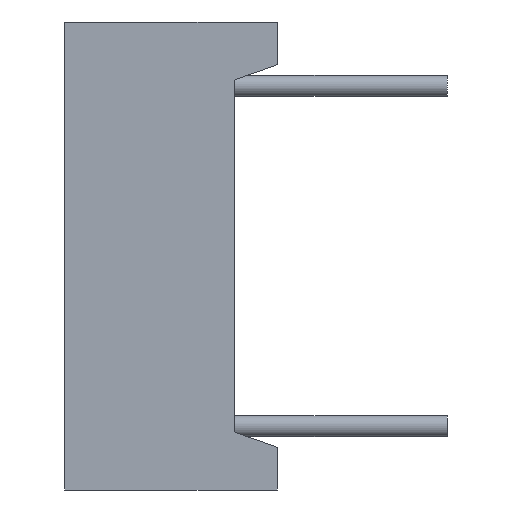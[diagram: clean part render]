
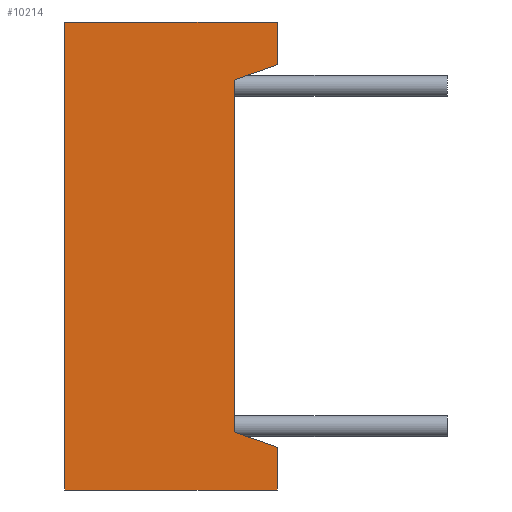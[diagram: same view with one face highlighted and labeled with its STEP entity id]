
A CAD part, left-side view. The second image highlights one B-rep face of the part: STEP entity #10214.
In plain terms, the highlighted planar face has unit normal (-1, 0, 0).
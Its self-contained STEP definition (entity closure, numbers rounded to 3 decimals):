
#9049 = EDGE_CURVE ( 'NONE', #9119, #9114, #22516, .T. ) ;
#9114 = VERTEX_POINT ( 'NONE', #22595 ) ;
#9119 = VERTEX_POINT ( 'NONE', #22588 ) ;
#9504 = EDGE_CURVE ( 'NONE', #9505, #9114, #23745, .T. ) ;
#9505 = VERTEX_POINT ( 'NONE', #23805 ) ;
#10050 = VERTEX_POINT ( 'NONE', #25296 ) ;
#10052 = EDGE_CURVE ( 'NONE', #10050, #10053, #25295, .T. ) ;
#10053 = VERTEX_POINT ( 'NONE', #25291 ) ;
#10143 = EDGE_CURVE ( 'NONE', #10144, #9505, #25513, .T. ) ;
#10144 = VERTEX_POINT ( 'NONE', #25509 ) ;
#10160 = EDGE_CURVE ( 'NONE', #10053, #10171, #25562, .T. ) ;
#10171 = VERTEX_POINT ( 'NONE', #25578 ) ;
#10173 = EDGE_CURVE ( 'NONE', #10174, #10171, #25577, .T. ) ;
#10174 = VERTEX_POINT ( 'NONE', #25573 ) ;
#10198 = ORIENTED_EDGE ( 'NONE', *, *, #10143, .T. ) ;
#10199 = ORIENTED_EDGE ( 'NONE', *, *, #9504, .T. ) ;
#10200 = ORIENTED_EDGE ( 'NONE', *, *, #9049, .F. ) ;
#10201 = ORIENTED_EDGE ( 'NONE', *, *, #10202, .F. ) ;
#10202 = EDGE_CURVE ( 'NONE', #10174, #9119, #25682, .T. ) ;
#10214 = ADVANCED_FACE ( 'NONE', ( #25708 ), #25752, .T. ) ;
#10215 = EDGE_LOOP ( 'NONE', ( #10216, #10217, #10218, #10219, #10198, #10199, #10200, #10201 ) ) ;
#10216 = ORIENTED_EDGE ( 'NONE', *, *, #10173, .T. ) ;
#10217 = ORIENTED_EDGE ( 'NONE', *, *, #10160, .F. ) ;
#10218 = ORIENTED_EDGE ( 'NONE', *, *, #10052, .F. ) ;
#10219 = ORIENTED_EDGE ( 'NONE', *, *, #10220, .F. ) ;
#10220 = EDGE_CURVE ( 'NONE', #10144, #10050, #25751, .T. ) ;
#22513 = DIRECTION ( 'NONE',  ( 0., 0., 1. ) ) ;
#22514 = VECTOR ( 'NONE', #22513, 1000. ) ;
#22515 = CARTESIAN_POINT ( 'NONE',  ( -18., 0., 0. ) ) ;
#22516 = LINE ( 'NONE', #22515, #22514 ) ;
#22588 = CARTESIAN_POINT ( 'NONE',  ( -18., 0., -5.5 ) ) ;
#22595 = CARTESIAN_POINT ( 'NONE',  ( -18., 0., 5.5 ) ) ;
#23742 = DIRECTION ( 'NONE',  ( 0., 1., 0. ) ) ;
#23743 = VECTOR ( 'NONE', #23742, 1000. ) ;
#23744 = CARTESIAN_POINT ( 'NONE',  ( -18., -5., 5.5 ) ) ;
#23745 = LINE ( 'NONE', #23744, #23743 ) ;
#23805 = CARTESIAN_POINT ( 'NONE',  ( -18., -5., 5.5 ) ) ;
#25291 = CARTESIAN_POINT ( 'NONE',  ( -18., -4., -4.136 ) ) ;
#25292 = DIRECTION ( 'NONE',  ( 0., 0., -1. ) ) ;
#25293 = VECTOR ( 'NONE', #25292, 1000. ) ;
#25294 = CARTESIAN_POINT ( 'NONE',  ( -18., -4., -9.54 ) ) ;
#25295 = LINE ( 'NONE', #25294, #25293 ) ;
#25296 = CARTESIAN_POINT ( 'NONE',  ( -18., -4., 4.136 ) ) ;
#25509 = CARTESIAN_POINT ( 'NONE',  ( -18., -5., 4.5 ) ) ;
#25510 = DIRECTION ( 'NONE',  ( 0., 0., 1. ) ) ;
#25511 = VECTOR ( 'NONE', #25510, 1000. ) ;
#25512 = CARTESIAN_POINT ( 'NONE',  ( -18., -5., 0. ) ) ;
#25513 = LINE ( 'NONE', #25512, #25511 ) ;
#25558 = DIRECTION ( 'NONE',  ( 0., -0.94, -0.342 ) ) ;
#25559 = VECTOR ( 'NONE', #25558, 1000. ) ;
#25560 = CARTESIAN_POINT ( 'NONE',  ( -18., -4.412, -4.286 ) ) ;
#25562 = LINE ( 'NONE', #25560, #25559 ) ;
#25573 = CARTESIAN_POINT ( 'NONE',  ( -18., -5., -5.5 ) ) ;
#25574 = DIRECTION ( 'NONE',  ( 0., 0., 1. ) ) ;
#25575 = VECTOR ( 'NONE', #25574, 1000. ) ;
#25576 = CARTESIAN_POINT ( 'NONE',  ( -18., -5., 0. ) ) ;
#25577 = LINE ( 'NONE', #25576, #25575 ) ;
#25578 = CARTESIAN_POINT ( 'NONE',  ( -18., -5., -4.5 ) ) ;
#25679 = DIRECTION ( 'NONE',  ( 0., 1., 0. ) ) ;
#25680 = VECTOR ( 'NONE', #25679, 1000. ) ;
#25681 = CARTESIAN_POINT ( 'NONE',  ( -18., -5., -5.5 ) ) ;
#25682 = LINE ( 'NONE', #25681, #25680 ) ;
#25708 = FACE_OUTER_BOUND ( 'NONE', #10215, .T. ) ;
#25742 = DIRECTION ( 'NONE',  ( 0., 0.94, -0.342 ) ) ;
#25743 = VECTOR ( 'NONE', #25742, 1000. ) ;
#25745 = CARTESIAN_POINT ( 'NONE',  ( -18., 1.72, 2.054 ) ) ;
#25747 = DIRECTION ( 'NONE',  ( 0., 0., 1. ) ) ;
#25748 = DIRECTION ( 'NONE',  ( -1., 0., 0. ) ) ;
#25749 = CARTESIAN_POINT ( 'NONE',  ( -18., -5., 0. ) ) ;
#25750 = AXIS2_PLACEMENT_3D ( 'NONE', #25749, #25748, #25747 ) ;
#25751 = LINE ( 'NONE', #25745, #25743 ) ;
#25752 = PLANE ( 'NONE',  #25750 ) ;
